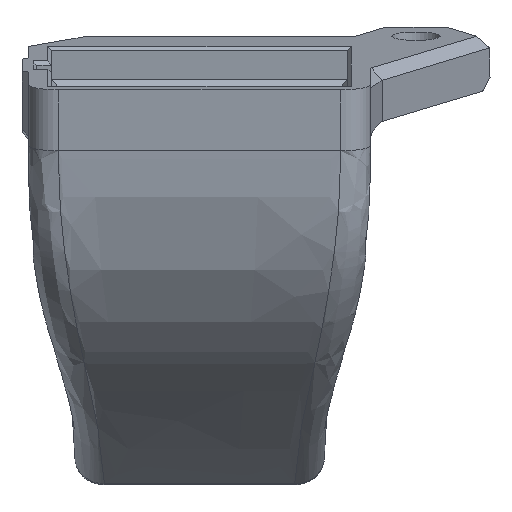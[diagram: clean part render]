
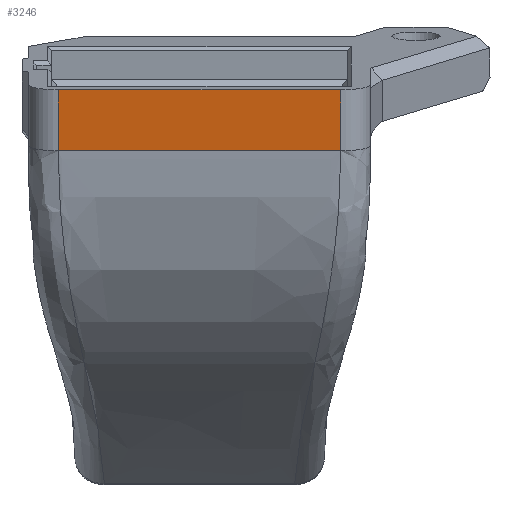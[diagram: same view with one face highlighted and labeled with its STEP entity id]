
A CAD part, left-side view. The second image highlights one B-rep face of the part: STEP entity #3246.
In plain terms, the highlighted planar face has unit normal (-0.985, 0, -0.174).
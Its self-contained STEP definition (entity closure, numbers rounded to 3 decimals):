
#444=FACE_OUTER_BOUND('',#644,.T.);
#644=EDGE_LOOP('',(#2878,#2879,#2880,#2881,#2882,#2883));
#830=LINE('',#10271,#1137);
#831=LINE('',#10273,#1138);
#832=LINE('',#10275,#1139);
#879=LINE('',#11570,#1186);
#946=LINE('',#16211,#1253);
#947=LINE('',#16213,#1254);
#1137=VECTOR('',#3878,10.);
#1138=VECTOR('',#3879,10.);
#1139=VECTOR('',#3880,10.);
#1186=VECTOR('',#3971,10.);
#1253=VECTOR('',#4142,10.);
#1254=VECTOR('',#4145,10.);
#1429=VERTEX_POINT('',#10268);
#1430=VERTEX_POINT('',#10270);
#1431=VERTEX_POINT('',#10272);
#1432=VERTEX_POINT('',#10274);
#1489=VERTEX_POINT('',#11562);
#1490=VERTEX_POINT('',#11569);
#1804=EDGE_CURVE('',#1429,#1430,#830,.T.);
#1805=EDGE_CURVE('',#1431,#1430,#831,.T.);
#1806=EDGE_CURVE('',#1431,#1432,#832,.T.);
#1886=EDGE_CURVE('',#1490,#1489,#879,.T.);
#1999=EDGE_CURVE('',#1429,#1490,#946,.T.);
#2000=EDGE_CURVE('',#1489,#1432,#947,.T.);
#2878=ORIENTED_EDGE('',*,*,#1999,.T.);
#2879=ORIENTED_EDGE('',*,*,#1886,.T.);
#2880=ORIENTED_EDGE('',*,*,#2000,.T.);
#2881=ORIENTED_EDGE('',*,*,#1806,.F.);
#2882=ORIENTED_EDGE('',*,*,#1805,.T.);
#2883=ORIENTED_EDGE('',*,*,#1804,.F.);
#3055=PLANE('',#3474);
#3246=ADVANCED_FACE('',(#444),#3055,.F.);
#3474=AXIS2_PLACEMENT_3D('',#16216,#4149,#4150);
#3878=DIRECTION('',(0.,-1.,0.));
#3879=DIRECTION('',(0.,1.,0.));
#3880=DIRECTION('',(0.,-1.,0.));
#3971=DIRECTION('',(0.,-1.,0.));
#4142=DIRECTION('',(0.174,0.,-0.985));
#4145=DIRECTION('',(-0.174,0.,0.985));
#4149=DIRECTION('center_axis',(0.985,0.,
0.174));
#4150=DIRECTION('ref_axis',(0.,1.,0.));
#10268=CARTESIAN_POINT('',(-37.458,9.6,11.889));
#10270=CARTESIAN_POINT('',(-37.458,8.,11.889));
#10271=CARTESIAN_POINT('',(-37.458,-5.906,11.889));
#10272=CARTESIAN_POINT('',(-37.458,-8.,11.889));
#10273=CARTESIAN_POINT('',(-37.458,-7.256,11.889));
#10274=CARTESIAN_POINT('',(-37.458,-9.6,11.889));
#10275=CARTESIAN_POINT('',(-37.458,-5.906,11.889));
#11562=CARTESIAN_POINT('',(-36.728,-9.6,7.753));
#11569=CARTESIAN_POINT('',(-36.728,9.6,7.753));
#11570=CARTESIAN_POINT('',(-36.728,8.,7.753));
#16211=CARTESIAN_POINT('',(-36.728,9.6,7.753));
#16213=CARTESIAN_POINT('',(-36.728,-9.6,7.753));
#16216=CARTESIAN_POINT('Origin',(-36.728,-8.,7.753));
